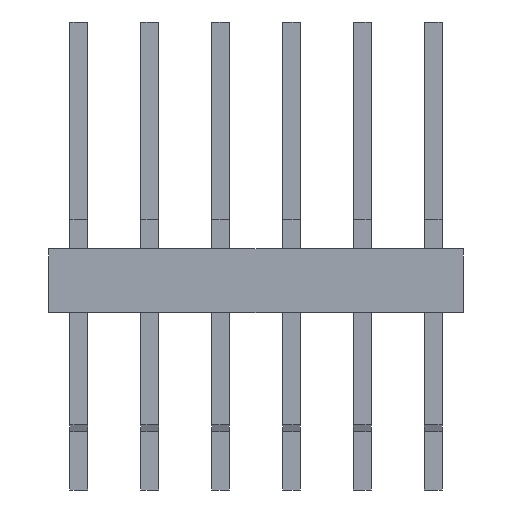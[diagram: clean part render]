
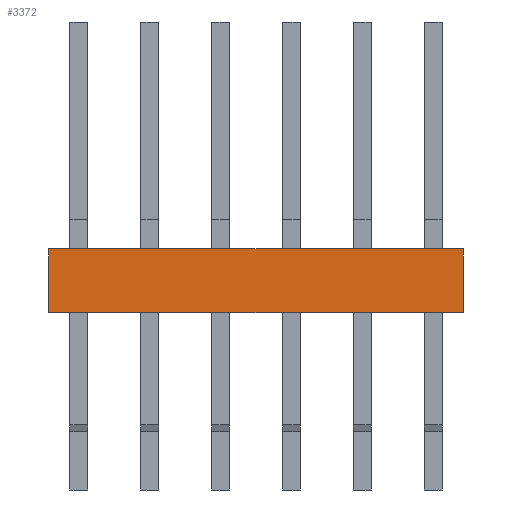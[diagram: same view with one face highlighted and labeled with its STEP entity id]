
A CAD part, front view. The second image highlights one B-rep face of the part: STEP entity #3372.
In plain terms, the highlighted planar face has unit normal (0, -1, 0).
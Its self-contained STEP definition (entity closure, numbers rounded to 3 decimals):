
#84=DIRECTION('',(1.,0.,0.));
#85=VECTOR('',#84,14.834);
#86=CARTESIAN_POINT('',(-7.417,-2.438,0.));
#87=LINE('',#86,#85);
#284=DIRECTION('',(0.,0.,-1.));
#285=VECTOR('',#284,2.286);
#286=CARTESIAN_POINT('',(-7.417,-2.438,0.));
#287=LINE('',#286,#285);
#288=DIRECTION('',(0.,0.,-1.));
#289=VECTOR('',#288,2.286);
#290=CARTESIAN_POINT('',(7.417,-2.438,0.));
#291=LINE('',#290,#289);
#300=DIRECTION('',(1.,0.,0.));
#301=VECTOR('',#300,14.834);
#302=CARTESIAN_POINT('',(-7.417,-2.438,-2.286));
#303=LINE('',#302,#301);
#2425=CARTESIAN_POINT('',(-7.417,-2.438,0.));
#2427=VERTEX_POINT('',#2425);
#2428=CARTESIAN_POINT('',(7.417,-2.438,0.));
#2429=VERTEX_POINT('',#2428);
#2433=CARTESIAN_POINT('',(-7.417,-2.438,-2.286));
#2435=VERTEX_POINT('',#2433);
#2436=CARTESIAN_POINT('',(7.417,-2.438,-2.286));
#2437=VERTEX_POINT('',#2436);
#3359=CARTESIAN_POINT('',(-7.417,-2.438,0.));
#3360=DIRECTION('',(0.,-1.,0.));
#3361=DIRECTION('',(1.,0.,0.));
#3362=AXIS2_PLACEMENT_3D('',#3359,#3360,#3361);
#3363=PLANE('',#3362);
#3364=ORIENTED_EDGE('',*,*,#3219,.T.);
#3366=ORIENTED_EDGE('',*,*,#3365,.T.);
#3368=ORIENTED_EDGE('',*,*,#3367,.F.);
#3369=ORIENTED_EDGE('',*,*,#3350,.F.);
#3370=EDGE_LOOP('',(#3364,#3366,#3368,#3369));
#3371=FACE_OUTER_BOUND('',#3370,.F.);
#3372=ADVANCED_FACE('',(#3371),#3363,.T.);
#3219=EDGE_CURVE('',#2427,#2429,#87,.T.);
#3350=EDGE_CURVE('',#2427,#2435,#287,.T.);
#3365=EDGE_CURVE('',#2429,#2437,#291,.T.);
#3367=EDGE_CURVE('',#2435,#2437,#303,.T.);
